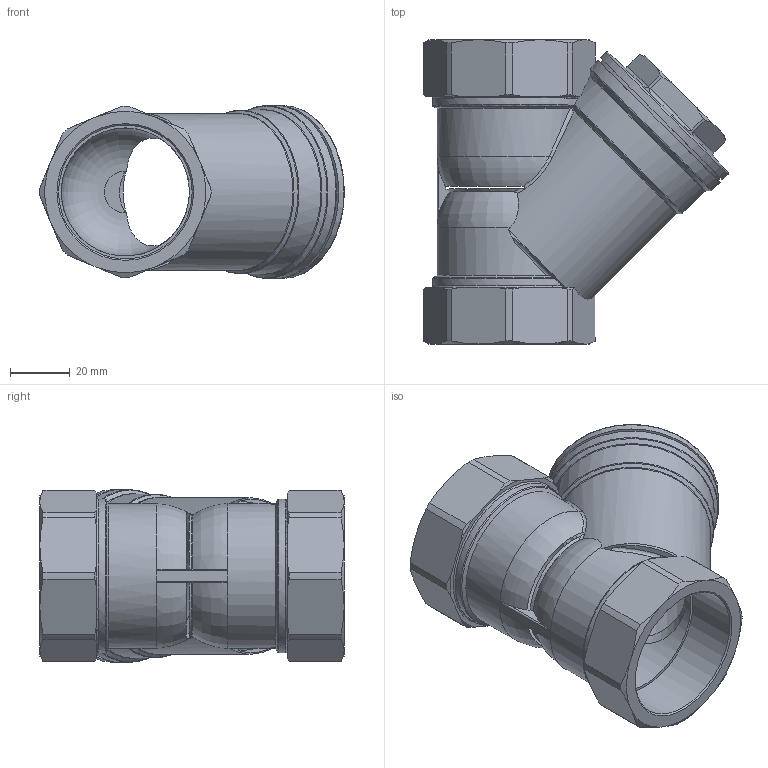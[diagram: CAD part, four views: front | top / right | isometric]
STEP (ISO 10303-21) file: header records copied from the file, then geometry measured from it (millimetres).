
FILE_DESCRIPTION(/* description */ ('Unknown'),/* implementation_level */ '2;1');
FILE_NAME(/* name */ '1050-08',/* time_stamp */ '2022-01-28T11:06:01+01:00',/* author */ ('Unknown'),/* organization */ ('Unknown'),/* preprocessor_version */ 'ST-DEVELOPER v16.7',/* originating_system */ 'Solid Edge',/* authorisation */ 'Unknown');
FILE_SCHEMA (('AUTOMOTIVE_DESIGN {1 0 10303 214 3 1 1}'));
Length unit declared in the file: millimetre
Products named in the file (4): 1050-08_(2.610.040); 2.610.040-Dichtung; 2.610.040-Deckel; 2.610.040-Körper
Assembly tree (3 placements, depth 2):
  1050-08_(2.610.040)
    2.610.040-Dichtung
    2.610.040-Deckel
    2.610.040-Körper
Bounding box: 102.24 x 102 x 58 mm (x, y, z)
Volume: 97722 mm3; surface area: 55616.7 mm2
Topology: 3 solids, 3 shells, 175 faces, 489 edges, 323 vertices
Faces by surface type: cylinder 52, plane 50, cone 47, torus 18, bspline 8
Full cylindrical faces by diameter (mm): 31 x1, 42.5 x1, 43 x2, 44.845 x2, 46.752 x2, 49 x1, 49.5 x1, 50 x1, 56 x1, 58 x2
Entity records: 7194 total; most frequent: CARTESIAN_POINT 1745, ORIENTED_EDGE 914, DIRECTION 809, EDGE_CURVE 457, AXIS2_PLACEMENT_3D 351, VERTEX_POINT 311, EDGE_LOOP 208, FACE_BOUND 208
